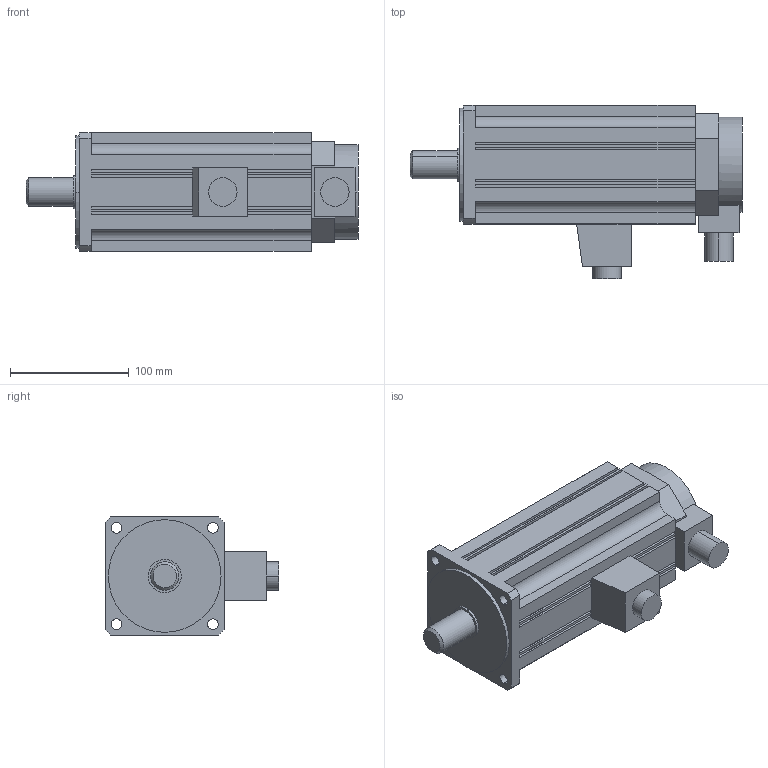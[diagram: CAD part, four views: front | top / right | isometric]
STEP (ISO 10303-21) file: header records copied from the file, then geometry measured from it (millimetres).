
FILE_DESCRIPTION (( 'STEP AP203' ), '1' );
FILE_NAME ('Servo-Motor-HC-RFS203-B-Aratron-STEP.step', '2002-08-21T14:37:42', ( 'Jimmy Richardsson' ), ( 'Cevican AB' ), 'SwSTEP 2.0', 'SolidWorks 2002002', '' );
FILE_SCHEMA (( 'CONFIG_CONTROL_DESIGN' ));
Length unit declared in the file: millimetre
Products named in the file (3): Servo-Motor-HC-RFS203-B-Aratron-STEP; Shaft-HC-RFS-Aratron; Body-HC-RFS-Aratron
Assembly tree (2 placements, depth 2):
  Servo-Motor-HC-RFS203-B-Aratron-STEP
    Shaft-HC-RFS-Aratron
    Body-HC-RFS-Aratron
Bounding box: 280 x 146 x 100 mm (x, y, z)
Volume: 2064941.4 mm3; surface area: 141459.7 mm2
Topology: 2 solids, 2 shells, 159 faces, 442 edges, 294 vertices
Faces by surface type: plane 125, cylinder 32, cone 2
Entity records: 5359 total; most frequent: CARTESIAN_POINT 899, ORIENTED_EDGE 884, DIRECTION 836, EDGE_CURVE 442, LINE 374, VECTOR 374, VERTEX_POINT 294, AXIS2_PLACEMENT_3D 231
